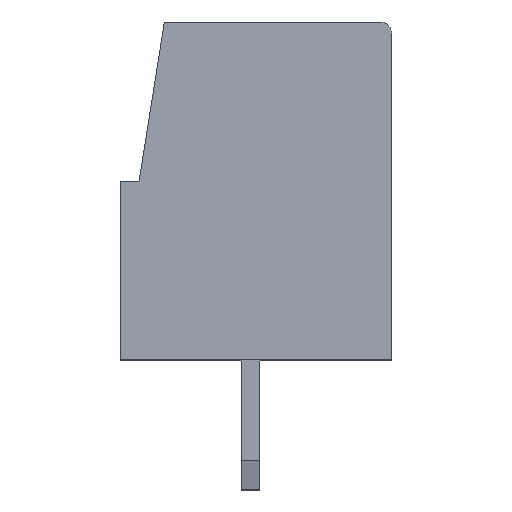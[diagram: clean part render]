
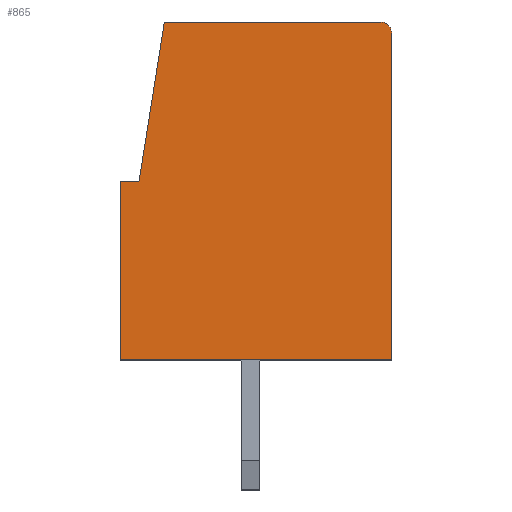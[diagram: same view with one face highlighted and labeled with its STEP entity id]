
A CAD part, left-side view. The second image highlights one B-rep face of the part: STEP entity #865.
In plain terms, the highlighted planar face has unit normal (-1, 0, 0).
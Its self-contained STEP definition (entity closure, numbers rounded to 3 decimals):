
#865 = ADVANCED_FACE( '', ( #1749 ), #1750, .F. );
#1749 = FACE_OUTER_BOUND( '', #2649, .T. );
#1750 = PLANE( '', #2650 );
#2649 = EDGE_LOOP( '', ( #5087, #5088, #5089, #5090, #5091, #5092, #5093 ) );
#2650 = AXIS2_PLACEMENT_3D( '', #5094, #5095, #5096 );
#5087 = ORIENTED_EDGE( '', *, *, #5929, .T. );
#5088 = ORIENTED_EDGE( '', *, *, #6405, .F. );
#5089 = ORIENTED_EDGE( '', *, *, #6219, .F. );
#5090 = ORIENTED_EDGE( '', *, *, #6246, .T. );
#5091 = ORIENTED_EDGE( '', *, *, #5953, .T. );
#5092 = ORIENTED_EDGE( '', *, *, #6323, .T. );
#5093 = ORIENTED_EDGE( '', *, *, #6406, .T. );
#5094 = CARTESIAN_POINT( '', ( -1.905, -11.88, 0. ) );
#5095 = DIRECTION( '', ( 1., 0., 0. ) );
#5096 = DIRECTION( '', ( 0., 0., 1. ) );
#5929 = EDGE_CURVE( '', #7320, #7318, #7321, .T. );
#5953 = EDGE_CURVE( '', #7353, #7354, #7355, .T. );
#6219 = EDGE_CURVE( '', #7715, #7717, #7718, .T. );
#6246 = EDGE_CURVE( '', #7715, #7353, #7756, .T. );
#6323 = EDGE_CURVE( '', #7354, #7849, #7850, .T. );
#6405 = EDGE_CURVE( '', #7717, #7318, #7940, .T. );
#6406 = EDGE_CURVE( '', #7849, #7320, #7941, .T. );
#7318 = VERTEX_POINT( '', #9253 );
#7320 = VERTEX_POINT( '', #9256 );
#7321 = LINE( '', #9257, #9258 );
#7353 = VERTEX_POINT( '', #9306 );
#7354 = VERTEX_POINT( '', #9307 );
#7355 = LINE( '', #9308, #9309 );
#7715 = VERTEX_POINT( '', #9849 );
#7717 = VERTEX_POINT( '', #9852 );
#7718 = LINE( '', #9853, #9854 );
#7756 = LINE( '', #9908, #9909 );
#7849 = VERTEX_POINT( '', #10046 );
#7850 = LINE( '', #10047, #10048 );
#7940 = CIRCLE( '', #10176, 0.3 );
#7941 = LINE( '', #10177, #10178 );
#9253 = CARTESIAN_POINT( '', ( -1.905, -7.3, 8.8 ) );
#9256 = CARTESIAN_POINT( '', ( -1.905, -7.3, 0. ) );
#9257 = CARTESIAN_POINT( '', ( -1.905, -7.3, 0. ) );
#9258 = VECTOR( '', #10698, 1000. );
#9306 = CARTESIAN_POINT( '', ( -1.905, -0.5, 4.8 ) );
#9307 = CARTESIAN_POINT( '', ( -1.905, 0., 4.8 ) );
#9308 = CARTESIAN_POINT( '', ( -1.905, -3.5, 4.8 ) );
#9309 = VECTOR( '', #10715, 1000. );
#9849 = CARTESIAN_POINT( '', ( -1.905, -1.181, 9.1 ) );
#9852 = CARTESIAN_POINT( '', ( -1.905, -7., 9.1 ) );
#9853 = CARTESIAN_POINT( '', ( -1.905, -3.5, 9.1 ) );
#9854 = VECTOR( '', #10930, 1000. );
#9908 = CARTESIAN_POINT( '', ( -1.905, 0.26, 0. ) );
#9909 = VECTOR( '', #10959, 1000. );
#10046 = CARTESIAN_POINT( '', ( -1.905, 0., 0. ) );
#10047 = CARTESIAN_POINT( '', ( -1.905, 0., 0. ) );
#10048 = VECTOR( '', #11016, 1000. );
#10176 = AXIS2_PLACEMENT_3D( '', #11064, #11065, #11066 );
#10177 = CARTESIAN_POINT( '', ( -1.905, -3.5, 0. ) );
#10178 = VECTOR( '', #11067, 1000. );
#10698 = DIRECTION( '', ( 0., 0., 1. ) );
#10715 = DIRECTION( '', ( 0., 1., 0. ) );
#10930 = DIRECTION( '', ( 0., -1., 0. ) );
#10959 = DIRECTION( '', ( 0., 0.156, -0.988 ) );
#11016 = DIRECTION( '', ( 0., 0., -1. ) );
#11064 = CARTESIAN_POINT( '', ( -1.905, -7., 8.8 ) );
#11065 = DIRECTION( '', ( 1., 0., 0. ) );
#11066 = DIRECTION( '', ( 0., -1., 0. ) );
#11067 = DIRECTION( '', ( 0., -1., 0. ) );
